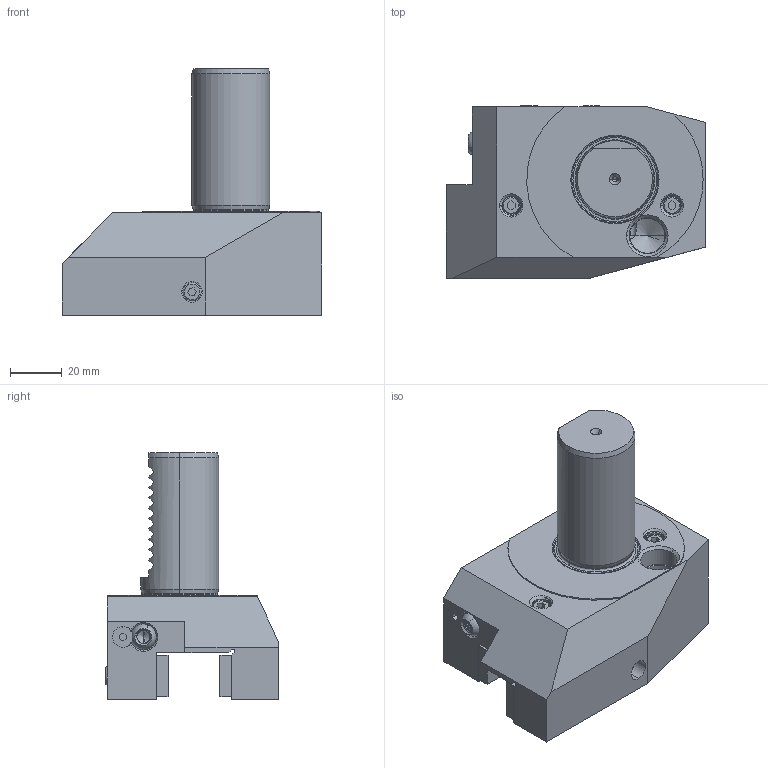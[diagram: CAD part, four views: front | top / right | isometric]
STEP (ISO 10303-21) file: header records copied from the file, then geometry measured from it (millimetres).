
FILE_DESCRIPTION (( 'STEP AP203' ), '1' );
FILE_NAME ('309.35.20.STEP', '2016-11-28T09:18:18', ( '' ), ( '' ), 'SwSTEP 2.0', 'SolidWorks 2012', '' );
FILE_SCHEMA (( 'CONFIG_CONTROL_DESIGN' ));
Products named in the file (12): 90x16x4.5; 皿頭_M4xP0.7x8L; 99x16x4; 16x5.8; M8尖頭螺絲; M10平頭螺絲; 2-44100006N4出水銅嘴; VDI30  B5; M4x20; M4x12; 309.35.20; 管螺文螺絲
Assembly tree (16 placements, depth 2):
  309.35.20
    VDI30  B5
    M4x12
    M4x20  x2
    M8尖頭螺絲  x2
    M10平頭螺絲  x3
    2-44100006N4出水銅嘴
    皿頭_M4xP0.7x8L
    90x16x4.5
    99x16x4
    16x5.8  x2
    管螺文螺絲
Bounding box: 100 x 66.5 x 95 mm (x, y, z)
Volume: 216477 mm3; surface area: 53365.8 mm2
Topology: 27 solids, 27 shells, 957 faces, 2568 edges, 1672 vertices
Faces by surface type: cylinder 553, plane 165, cone 148, bspline 71, torus 18, sphere 2
Entity records: 75392 total; most frequent: CARTESIAN_POINT 57715, ORIENTED_EDGE 4066, DIRECTION 2699, EDGE_CURVE 2033, VERTEX_POINT 1328, AXIS2_PLACEMENT_3D 973, EDGE_LOOP 805, FACE_OUTER_BOUND 763
